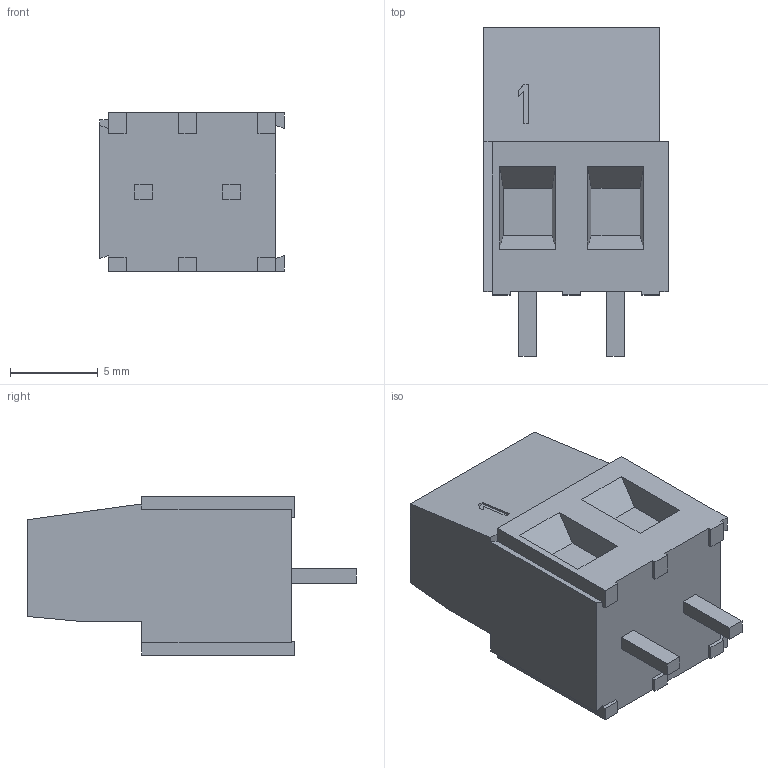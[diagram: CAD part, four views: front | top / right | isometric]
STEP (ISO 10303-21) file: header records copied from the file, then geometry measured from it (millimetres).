
FILE_DESCRIPTION((''),'2;1');
FILE_NAME('C-796683-2','2017-04-10T',('workeradm'),('Tyco Electronics Ltd.'),'CREO PARAMETRIC BY PTC INC, 2016050','CREO PARAMETRIC BY PTC INC, 2016050','');
FILE_SCHEMA(('AUTOMOTIVE_DESIGN { 1 0 10303 214 1 1 1 1 }'));
Length unit declared in the file: millimetre
Products named in the file (1): C-796683-2
Bounding box: 10.5 x 18.7 x 9 mm (x, y, z)
Volume: 1100.9 mm3; surface area: 849.9 mm2
Topology: 1 solids, 1 shells, 110 faces, 272 edges, 181 vertices
Faces by surface type: plane 98, bspline 8, cylinder 4
Entity records: 3588 total; most frequent: CARTESIAN_POINT 805, ORIENTED_EDGE 544, DIRECTION 500, EDGE_CURVE 272, VECTOR 232, LINE 232, VERTEX_POINT 181, AXIS2_PLACEMENT_3D 134
